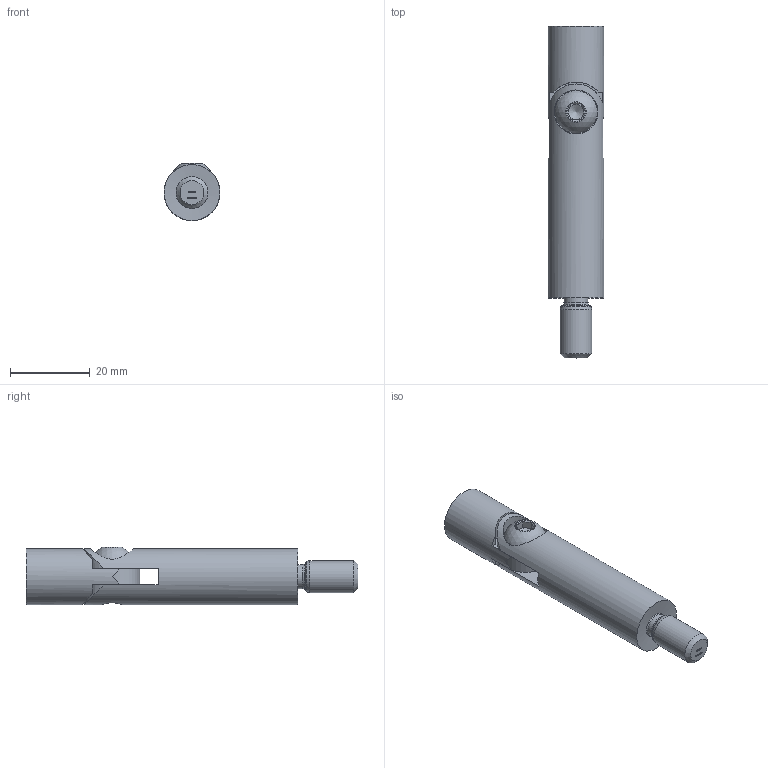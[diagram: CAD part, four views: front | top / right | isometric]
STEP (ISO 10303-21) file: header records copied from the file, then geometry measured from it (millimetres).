
FILE_DESCRIPTION (( 'STEP AP203' ), '1' );
FILE_NAME ('50232-240-68.step', '2021-11-25T14:56:16', ( '' ), ( '' ), 'SwSTEP 2.0', 'SolidWorks 2018', '' );
FILE_SCHEMA (( 'CONFIG_CONTROL_DESIGN' ));
Length unit declared in the file: millimetre
Products named in the file (8): ISO7380 -M6x10; ISO7380 -M6x10_DIN7380 M6x10; 50232-240-68 Teil2; 50232-240-68 Teil1_50232-240-68 Teil1; 50232-240-68 Teil1; 50232-240-68; 50232-240-68 Teil2_50232-240-68 Teil2
Assembly tree (6 placements, depth 2):
  50232-240-68
    50232-240-68 Teil1_50232-240-68 Teil1
    50232-240-68 Teil2_50232-240-68 Teil2
    ISO7380 -M6x10_DIN7380 M6x10
  50232-240-68
    ISO7380 -M6x10
    50232-240-68 Teil2
    50232-240-68 Teil1
Bounding box: 14 x 83 x 14.3 mm (x, y, z)
Volume: 10171 mm3; surface area: 5353.5 mm2
Topology: 3 solids, 3 shells, 323 faces, 839 edges, 558 vertices
Faces by surface type: plane 156, bspline 132, cylinder 16, cone 14, torus 4, sphere 1
Full cylindrical faces by diameter (mm): 4.773 x1, 5 x2, 6 x1, 6.5 x2, 8 x1, 10.5 x1, 11 x1, 14 x2
Entity records: 18926 total; most frequent: CARTESIAN_POINT 11256, ORIENTED_EDGE 1606, DIRECTION 975, EDGE_CURVE 803, VERTEX_POINT 542, LINE 477, VECTOR 477, EDGE_LOOP 385
